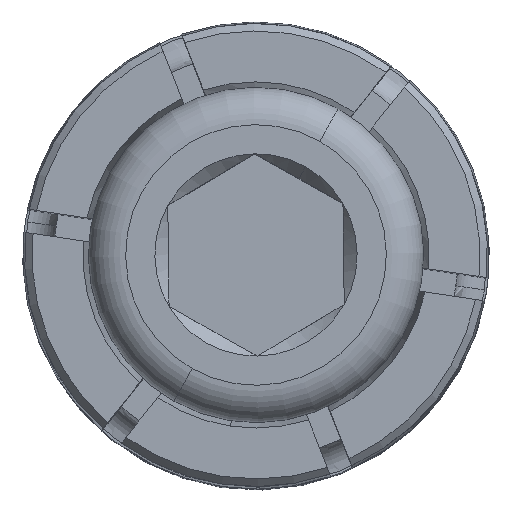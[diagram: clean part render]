
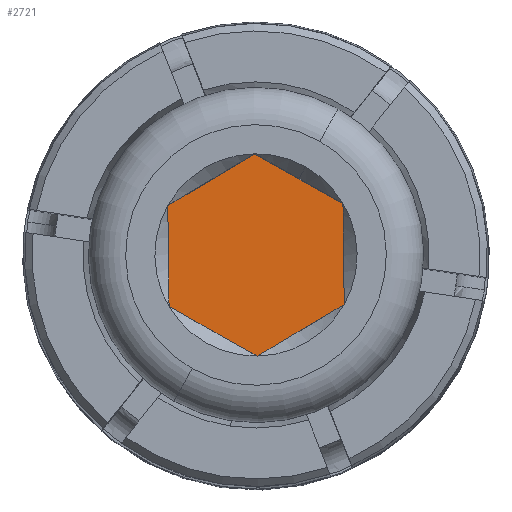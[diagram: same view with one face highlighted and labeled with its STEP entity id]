
A CAD part, top view. The second image highlights one B-rep face of the part: STEP entity #2721.
In plain terms, the highlighted face is planar.
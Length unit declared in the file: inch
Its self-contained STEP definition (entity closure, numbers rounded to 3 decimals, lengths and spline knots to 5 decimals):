
#99 = DIRECTION ( 'NONE',  ( -0.866, -0.5, 0. ) ) ;
#196 = ORIENTED_EDGE ( 'NONE', *, *, #11232, .T. ) ;
#315 = DIRECTION ( 'NONE',  ( 0.866, 0.5, 0. ) ) ;
#402 = ORIENTED_EDGE ( 'NONE', *, *, #4743, .T. ) ;
#511 = VERTEX_POINT ( 'NONE', #4174 ) ;
#522 = VECTOR ( 'NONE', #10318, 39.37008 ) ;
#625 = LINE ( 'NONE', #8087, #2355 ) ;
#781 = AXIS2_PLACEMENT_3D ( 'NONE', #1004, #4050, #11091 ) ;
#1004 = CARTESIAN_POINT ( 'NONE',  ( 0.09375, 0.16238, -1.35938 ) ) ;
#1146 = CARTESIAN_POINT ( 'NONE',  ( -0.09375, -0.05413, -1.35938 ) ) ;
#1177 = CARTESIAN_POINT ( 'NONE',  ( -0.09375, 0.05413, -1.35938 ) ) ;
#1540 = CARTESIAN_POINT ( 'NONE',  ( -0.09375, -0.05413, -1.35938 ) ) ;
#2023 = VECTOR ( 'NONE', #10438, 39.37008 ) ;
#2263 = ORIENTED_EDGE ( 'NONE', *, *, #12360, .T. ) ;
#2355 = VECTOR ( 'NONE', #9084, 39.37008 ) ;
#2721 = ADVANCED_FACE ( 'NONE', ( #11041 ), #5012, .T. ) ;
#3086 = LINE ( 'NONE', #4336, #6391 ) ;
#3206 = LINE ( 'NONE', #3235, #522 ) ;
#3235 = CARTESIAN_POINT ( 'NONE',  ( 0.09375, 0.05413, -1.35938 ) ) ;
#3369 = VERTEX_POINT ( 'NONE', #6603 ) ;
#3718 = VERTEX_POINT ( 'NONE', #1146 ) ;
#3732 = ORIENTED_EDGE ( 'NONE', *, *, #8656, .T. ) ;
#4050 = DIRECTION ( 'NONE',  ( 0., 0., -1. ) ) ;
#4106 = CARTESIAN_POINT ( 'NONE',  ( 0.09375, -0.05413, -1.35938 ) ) ;
#4174 = CARTESIAN_POINT ( 'NONE',  ( 0.09375, -0.05413, -1.35938 ) ) ;
#4336 = CARTESIAN_POINT ( 'NONE',  ( -0.09375, 0.05413, -1.35938 ) ) ;
#4358 = VERTEX_POINT ( 'NONE', #1177 ) ;
#4743 = EDGE_CURVE ( 'NONE', #3369, #8797, #625, .T. ) ;
#4983 = VERTEX_POINT ( 'NONE', #9580 ) ;
#5012 = PLANE ( 'NONE',  #781 ) ;
#5486 = EDGE_CURVE ( 'NONE', #4983, #3718, #7379, .T. ) ;
#6391 = VECTOR ( 'NONE', #315, 39.37008 ) ;
#6603 = CARTESIAN_POINT ( 'NONE',  ( 0., 0.10825, -1.35938 ) ) ;
#6925 = EDGE_LOOP ( 'NONE', ( #12053, #402, #196, #3732, #10513, #2263 ) ) ;
#6956 = LINE ( 'NONE', #1540, #12004 ) ;
#7274 = EDGE_CURVE ( 'NONE', #4358, #3369, #3086, .T. ) ;
#7316 = VECTOR ( 'NONE', #99, 39.37008 ) ;
#7379 = LINE ( 'NONE', #9401, #2023 ) ;
#7382 = CARTESIAN_POINT ( 'NONE',  ( 0.09375, 0.05413, -1.35938 ) ) ;
#7538 = DIRECTION ( 'NONE',  ( 0., 1., 0. ) ) ;
#8087 = CARTESIAN_POINT ( 'NONE',  ( 0., 0.10825, -1.35938 ) ) ;
#8656 = EDGE_CURVE ( 'NONE', #511, #4983, #10312, .T. ) ;
#8797 = VERTEX_POINT ( 'NONE', #7382 ) ;
#9084 = DIRECTION ( 'NONE',  ( 0.866, -0.5, 0. ) ) ;
#9401 = CARTESIAN_POINT ( 'NONE',  ( 0., -0.10825, -1.35938 ) ) ;
#9580 = CARTESIAN_POINT ( 'NONE',  ( 0., -0.10825, -1.35938 ) ) ;
#10312 = LINE ( 'NONE', #4106, #7316 ) ;
#10318 = DIRECTION ( 'NONE',  ( 0., -1., 0. ) ) ;
#10438 = DIRECTION ( 'NONE',  ( -0.866, 0.5, 0. ) ) ;
#10513 = ORIENTED_EDGE ( 'NONE', *, *, #5486, .T. ) ;
#11041 = FACE_OUTER_BOUND ( 'NONE', #6925, .T. ) ;
#11091 = DIRECTION ( 'NONE',  ( -1., 0., 0. ) ) ;
#11232 = EDGE_CURVE ( 'NONE', #8797, #511, #3206, .T. ) ;
#12004 = VECTOR ( 'NONE', #7538, 39.37008 ) ;
#12053 = ORIENTED_EDGE ( 'NONE', *, *, #7274, .T. ) ;
#12360 = EDGE_CURVE ( 'NONE', #3718, #4358, #6956, .T. ) ;
